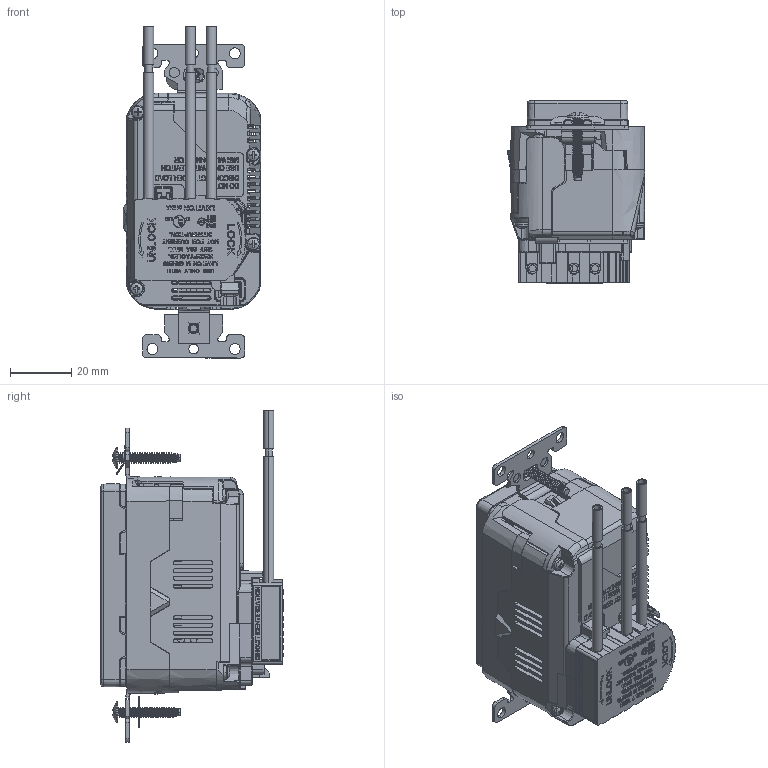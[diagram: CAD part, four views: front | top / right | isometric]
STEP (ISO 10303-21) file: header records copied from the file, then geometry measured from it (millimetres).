
FILE_DESCRIPTION (( 'STEP AP214' ), '1' );
FILE_NAME ('CATSTD-M56AC-HG0-M02.STEP', '2019-07-31T14:15:02', ( '' ), ( '' ), 'SwSTEP 2.0', 'SolidWorks 2017', '' );
FILE_SCHEMA (( 'AUTOMOTIVE_DESIGN' ));
Length unit declared in the file: inch
Products named in the file (1): CATSTD-M56AC-HG0-M02
Bounding box: 45.07 x 59.61 x 108.71 mm (x, y, z)
Surface area: 35015.2 mm2 (no closed solid volume)
Topology: 0 solids, 131 shells, 2073 faces, 15275 edges, 13033 vertices
Faces by surface type: plane 1445, cylinder 341, bspline 119, cone 112, torus 45, sphere 11
Entity records: 190454 total; most frequent: CARTESIAN_POINT 57962, ORIENTED_EDGE 18949, DIRECTION 18633, EDGE_CURVE 15272, VERTEX_POINT 13033, LINE 12389, VECTOR 12389, AXIS2_PLACEMENT_3D 3122
